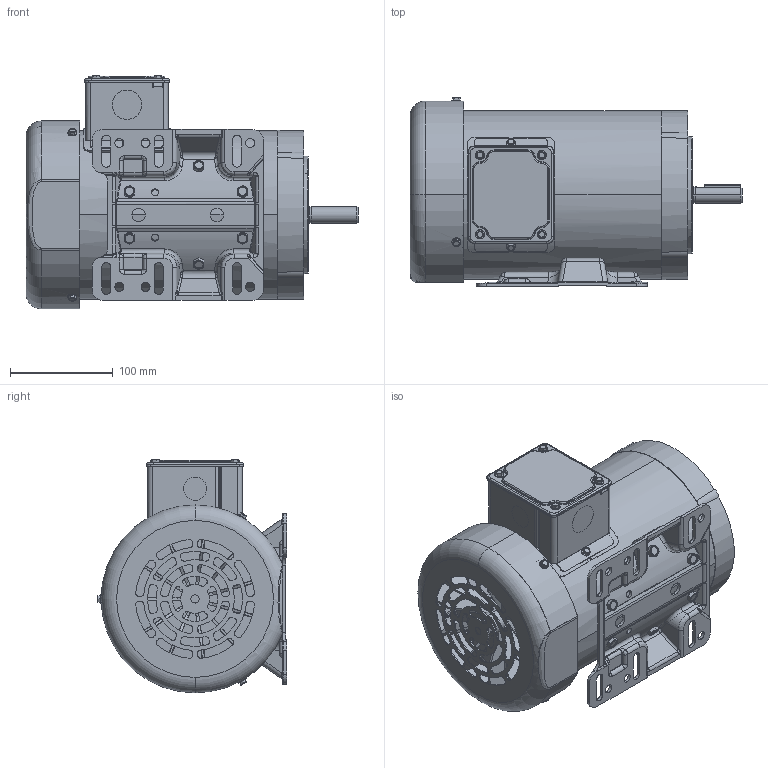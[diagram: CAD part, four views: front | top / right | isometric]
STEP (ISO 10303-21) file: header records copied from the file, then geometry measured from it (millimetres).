
FILE_DESCRIPTION (( 'STEP AP203' ), '1' );
FILE_NAME ('NSPJ56HC2-2 蚾饜芞.STEP', '2018-06-28T07:33:50', ( '' ), ( '' ), 'SwSTEP 2.0', 'SolidWorks 2016', '' );
FILE_SCHEMA (( 'CONFIG_CONTROL_DESIGN' ));
Length unit declared in the file: millimetre
Products named in the file (25): N56諉盄碟釱菜; N56諉盄碟裔菜; ˦ˮȦ; N56瑞圮; NSPJ56 隅赽_NS56H2-2(WWE); N56 C倰傷裔-樓馱; NSJ56C,NSP56CÖá_NSP56HC2-2; hex washer screw_ai_IN-HWMS 0.19-24x1x1-N; N56堤盄碟釱; hex washer screw_ai_IN-HWMS 0.164-32x0.3125x0.3125-N; NSPJ56HC2-2 蚾饜芞; N56諉盄碟; hexagon head thread forming screws gb_GB_CROSS_SCREWS_TYPE141 M6X12-N; hexagon head thread forming screws gb_GB_CROSS_SCREWS_TYPE141 M6X12X12-N; NS 56儂褲_192(56H); N56堤盄碟裔; NSJ56J,NSPJ56J蛌赽_NSPJ56HC2-2; 美标长螺栓_No.8-32   ×8; NBASE56-2_56H; 疏倛菜え_6203; hex washer screw_ai_IN-HWMS 0.164-32x0.25x0.25-N; N56瑞欶 -陔3; NSJ56 机壳圈_NS56H2-2(WWE); N56綴傷裔; N56 瑩
Assembly tree (35 placements, depth 4):
  NSPJ56HC2-2 蚾饜芞
    NSPJ56 隅赽_NS56H2-2(WWE)
      NSJ56 机壳圈_NS56H2-2(WWE)
        NS 56儂褲_192(56H)
        NBASE56-2_56H
    NSJ56J,NSPJ56J蛌赽_NSPJ56HC2-2
      NSJ56C,NSP56CÖá_NSP56HC2-2
    N56綴傷裔
    疏倛菜え_6203
    N56 C倰傷裔-樓馱
    N56諉盄碟
      N56堤盄碟釱
      N56堤盄碟裔
      N56諉盄碟釱菜
      N56諉盄碟裔菜
      美标长螺栓_No.8-32   ×8  x2
      hex washer screw_ai_IN-HWMS 0.164-32x0.3125x0.3125-N  x2
    N56瑞圮
    N56瑞欶 -陔3
    hex washer screw_ai_IN-HWMS 0.164-32x0.25x0.25-N  x3
    hex washer screw_ai_IN-HWMS 0.164-32x0.3125x0.3125-N  x2
    hex washer screw_ai_IN-HWMS 0.19-24x1x1-N  x2
    ˦ˮȦ
    hexagon head thread forming screws gb_GB_CROSS_SCREWS_TYPE141 M6X12-N  x4
    hexagon head thread forming screws gb_GB_CROSS_SCREWS_TYPE141 M6X12X12-N  x2
    N56 瑩
Bounding box: 322.5 x 183.73 x 227.03 mm (x, y, z)
Volume: 853258.6 mm3; surface area: 660808.9 mm2
Topology: 36 solids, 36 shells, 2932 faces, 7346 edges, 4481 vertices
Faces by surface type: cylinder 935, plane 794, bspline 652, cone 260, torus 185, sphere 106
Entity records: 111477 total; most frequent: CARTESIAN_POINT 49301, ORIENTED_EDGE 13354, DIRECTION 11327, EDGE_CURVE 6677, AXIS2_PLACEMENT_3D 4568, VERTEX_POINT 4117, EDGE_LOOP 2894, FACE_OUTER_BOUND 2651
